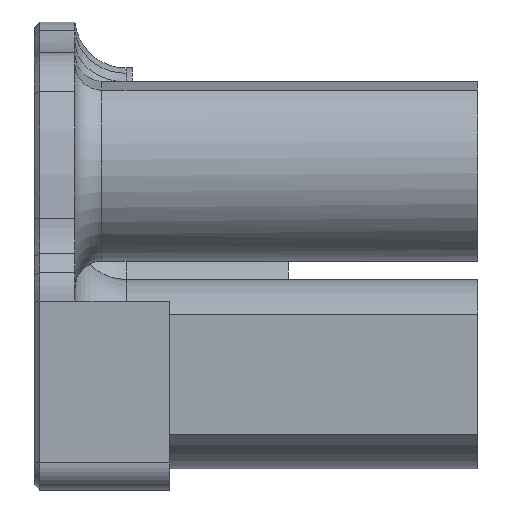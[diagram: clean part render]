
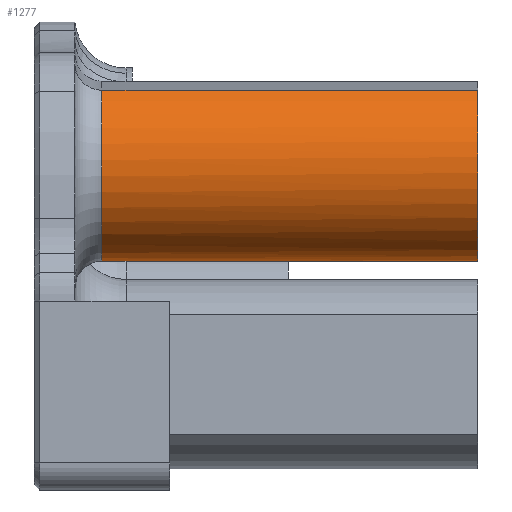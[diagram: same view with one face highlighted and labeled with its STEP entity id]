
A CAD part, left-side view. The second image highlights one B-rep face of the part: STEP entity #1277.
In plain terms, the highlighted cylindrical face has radius 7 mm (diameter 14 mm), a partial arc.
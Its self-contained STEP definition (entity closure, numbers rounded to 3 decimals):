
#102=FACE_OUTER_BOUND('',#182,.T.);
#182=EDGE_LOOP('',(#855,#856,#857,#858,#859,#860,#861,#862));
#272=CIRCLE('',#1372,7.);
#273=CIRCLE('',#1373,7.);
#274=CIRCLE('',#1374,7.);
#275=CIRCLE('',#1375,7.);
#357=LINE('',#1950,#447);
#358=LINE('',#1954,#448);
#359=LINE('',#1958,#449);
#360=LINE('',#1962,#450);
#447=VECTOR('',#1536,1000.);
#448=VECTOR('',#1539,1000.);
#449=VECTOR('',#1542,1000.);
#450=VECTOR('',#1545,1000.);
#537=VERTEX_POINT('',#1948);
#538=VERTEX_POINT('',#1949);
#539=VERTEX_POINT('',#1951);
#540=VERTEX_POINT('',#1953);
#541=VERTEX_POINT('',#1955);
#542=VERTEX_POINT('',#1957);
#543=VERTEX_POINT('',#1959);
#544=VERTEX_POINT('',#1961);
#657=EDGE_CURVE('',#537,#538,#357,.T.);
#658=EDGE_CURVE('',#539,#537,#272,.T.);
#659=EDGE_CURVE('',#539,#540,#358,.T.);
#660=EDGE_CURVE('',#540,#541,#273,.T.);
#661=EDGE_CURVE('',#542,#541,#359,.T.);
#662=EDGE_CURVE('',#543,#542,#274,.T.);
#663=EDGE_CURVE('',#544,#543,#360,.T.);
#664=EDGE_CURVE('',#538,#544,#275,.T.);
#855=ORIENTED_EDGE('',*,*,#657,.F.);
#856=ORIENTED_EDGE('',*,*,#658,.F.);
#857=ORIENTED_EDGE('',*,*,#659,.T.);
#858=ORIENTED_EDGE('',*,*,#660,.T.);
#859=ORIENTED_EDGE('',*,*,#661,.F.);
#860=ORIENTED_EDGE('',*,*,#662,.F.);
#861=ORIENTED_EDGE('',*,*,#663,.F.);
#862=ORIENTED_EDGE('',*,*,#664,.F.);
#1251=CYLINDRICAL_SURFACE('',#1371,7.);
#1277=ADVANCED_FACE('',(#102),#1251,.T.);
#1371=AXIS2_PLACEMENT_3D('',#1947,#1534,#1535);
#1372=AXIS2_PLACEMENT_3D('',#1952,#1537,#1538);
#1373=AXIS2_PLACEMENT_3D('',#1956,#1540,#1541);
#1374=AXIS2_PLACEMENT_3D('',#1960,#1543,#1544);
#1375=AXIS2_PLACEMENT_3D('',#1963,#1546,#1547);
#1534=DIRECTION('center_axis',(0.,1.,0.));
#1535=DIRECTION('ref_axis',(0.091,0.,-0.996));
#1536=DIRECTION('',(0.,1.,0.));
#1537=DIRECTION('center_axis',(0.,-1.,0.));
#1538=DIRECTION('ref_axis',(0.,0.,-1.));
#1539=DIRECTION('',(0.,1.,0.));
#1540=DIRECTION('center_axis',(0.,-1.,0.));
#1541=DIRECTION('ref_axis',(0.,0.,1.));
#1542=DIRECTION('',(0.,1.,0.));
#1543=DIRECTION('center_axis',(0.,-1.,0.));
#1544=DIRECTION('ref_axis',(0.,0.,-1.));
#1545=DIRECTION('',(0.,-1.,0.));
#1546=DIRECTION('center_axis',(0.,-1.,0.));
#1547=DIRECTION('ref_axis',(0.,0.,-1.));
#1947=CARTESIAN_POINT('Origin',(-754.599,141.946,338.644));
#1948=CARTESIAN_POINT('',(-748.128,141.946,335.974));
#1949=CARTESIAN_POINT('',(-748.128,167.446,335.974));
#1950=CARTESIAN_POINT('',(-748.128,151.446,335.974));
#1951=CARTESIAN_POINT('',(-758.733,141.946,344.292));
#1952=CARTESIAN_POINT('Origin',(-754.599,141.946,338.644));
#1953=CARTESIAN_POINT('',(-758.733,169.696,344.292));
#1954=CARTESIAN_POINT('',(-758.733,141.946,344.292));
#1955=CARTESIAN_POINT('',(-751.552,169.696,344.946));
#1956=CARTESIAN_POINT('Origin',(-754.599,169.696,338.644));
#1957=CARTESIAN_POINT('',(-751.552,141.946,344.946));
#1958=CARTESIAN_POINT('',(-751.552,141.946,344.946));
#1959=CARTESIAN_POINT('',(-749.324,141.946,343.246));
#1960=CARTESIAN_POINT('Origin',(-754.599,141.946,338.644));
#1961=CARTESIAN_POINT('',(-749.324,167.446,343.246));
#1962=CARTESIAN_POINT('',(-749.324,151.446,343.246));
#1963=CARTESIAN_POINT('Origin',(-754.599,167.446,338.644));
